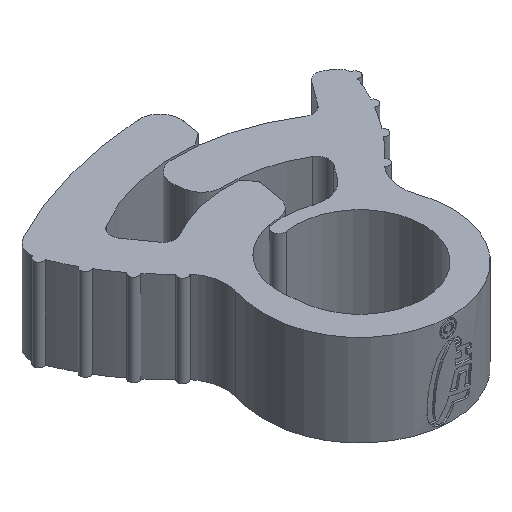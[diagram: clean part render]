
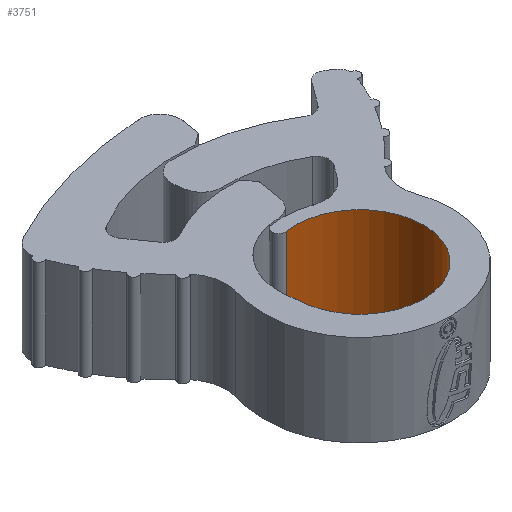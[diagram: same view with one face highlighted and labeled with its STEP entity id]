
A CAD part, isometric view. The second image highlights one B-rep face of the part: STEP entity #3751.
In plain terms, the highlighted cylindrical face has radius 3.15 mm (diameter 6.3 mm), a partial arc.
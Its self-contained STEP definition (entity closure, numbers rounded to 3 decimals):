
#381 = VERTEX_POINT ( 'NONE', #4893 ) ;
#491 = DIRECTION ( 'NONE',  ( -1., 0., 0. ) ) ;
#683 = EDGE_CURVE ( 'NONE', #1958, #837, #6144, .T. ) ;
#752 = EDGE_CURVE ( 'NONE', #5476, #1958, #4551, .T. ) ;
#785 = AXIS2_PLACEMENT_3D ( 'NONE', #1103, #3034, #1591 ) ;
#837 = VERTEX_POINT ( 'NONE', #3985 ) ;
#919 = CARTESIAN_POINT ( 'NONE',  ( 0., 0., 2.25 ) ) ;
#1103 = CARTESIAN_POINT ( 'NONE',  ( 0., 0., -2.25 ) ) ;
#1288 = AXIS2_PLACEMENT_3D ( 'NONE', #919, #6479, #3430 ) ;
#1437 = DIRECTION ( 'NONE',  ( 0., 0., -1. ) ) ;
#1549 = CARTESIAN_POINT ( 'NONE',  ( 0., 0., 2.25 ) ) ;
#1591 = DIRECTION ( 'NONE',  ( -1., 0., 0. ) ) ;
#1958 = VERTEX_POINT ( 'NONE', #6450 ) ;
#1977 = ORIENTED_EDGE ( 'NONE', *, *, #5808, .T. ) ;
#2040 = CYLINDRICAL_SURFACE ( 'NONE', #6154, 3.15 ) ;
#2215 = EDGE_CURVE ( 'NONE', #5476, #381, #2911, .T. ) ;
#2246 = VECTOR ( 'NONE', #1437, 1000. ) ;
#2379 = ORIENTED_EDGE ( 'NONE', *, *, #2215, .T. ) ;
#2442 = VECTOR ( 'NONE', #3660, 1000. ) ;
#2911 = LINE ( 'NONE', #6498, #2246 ) ;
#3034 = DIRECTION ( 'NONE',  ( 0., 0., -1. ) ) ;
#3155 = FACE_OUTER_BOUND ( 'NONE', #4760, .T. ) ;
#3430 = DIRECTION ( 'NONE',  ( -1., 0., 0. ) ) ;
#3474 = ORIENTED_EDGE ( 'NONE', *, *, #683, .F. ) ;
#3660 = DIRECTION ( 'NONE',  ( 0., 0., -1. ) ) ;
#3751 = ADVANCED_FACE ( 'NONE', ( #3155 ), #2040, .F. ) ;
#3985 = CARTESIAN_POINT ( 'NONE',  ( -3.15, 0., -2.25 ) ) ;
#4045 = CIRCLE ( 'NONE', #785, 3.15 ) ;
#4551 = CIRCLE ( 'NONE', #1288, 3.15 ) ;
#4760 = EDGE_LOOP ( 'NONE', ( #1977, #3474, #5716, #2379 ) ) ;
#4893 = CARTESIAN_POINT ( 'NONE',  ( -0.5, 3.11, -2.25 ) ) ;
#5401 = CARTESIAN_POINT ( 'NONE',  ( -0.5, 3.11, 2.25 ) ) ;
#5476 = VERTEX_POINT ( 'NONE', #5401 ) ;
#5641 = CARTESIAN_POINT ( 'NONE',  ( -3.15, 0., 2.25 ) ) ;
#5716 = ORIENTED_EDGE ( 'NONE', *, *, #752, .F. ) ;
#5808 = EDGE_CURVE ( 'NONE', #381, #837, #4045, .T. ) ;
#6108 = DIRECTION ( 'NONE',  ( 0., 0., -1. ) ) ;
#6144 = LINE ( 'NONE', #5641, #2442 ) ;
#6154 = AXIS2_PLACEMENT_3D ( 'NONE', #1549, #6108, #491 ) ;
#6450 = CARTESIAN_POINT ( 'NONE',  ( -3.15, 0., 2.25 ) ) ;
#6479 = DIRECTION ( 'NONE',  ( 0., 0., -1. ) ) ;
#6498 = CARTESIAN_POINT ( 'NONE',  ( -0.5, 3.11, 2.25 ) ) ;
